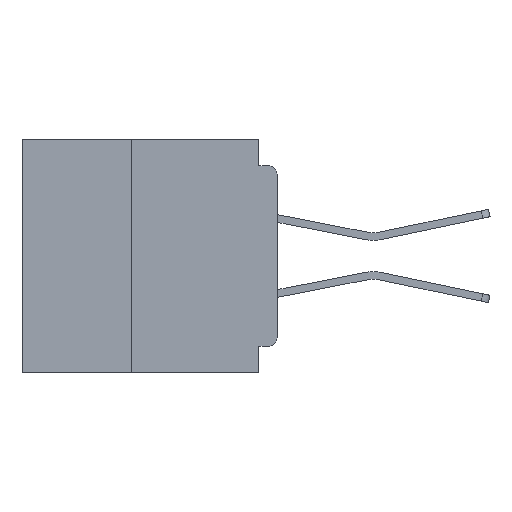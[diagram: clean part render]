
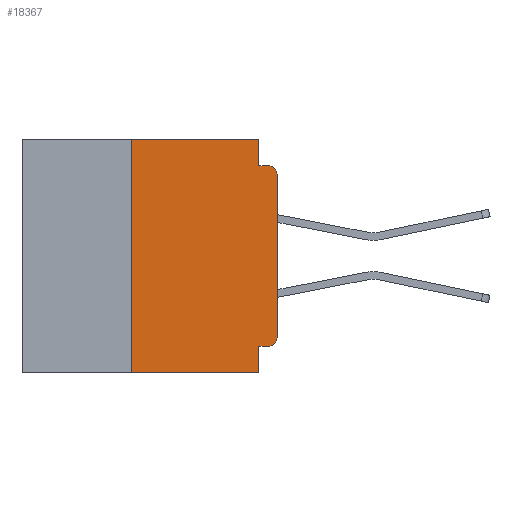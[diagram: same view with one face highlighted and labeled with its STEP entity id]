
A CAD part, left-side view. The second image highlights one B-rep face of the part: STEP entity #18367.
In plain terms, the highlighted planar face has unit normal (-1, 0, 0).
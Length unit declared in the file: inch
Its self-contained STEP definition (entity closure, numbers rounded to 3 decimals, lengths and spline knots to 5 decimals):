
#1680 = CARTESIAN_POINT ( 'NONE',  ( 0., 0.015, -0.34 ) ) ;
#1784 = ORIENTED_EDGE ( 'NONE', *, *, #23970, .T. ) ;
#2272 = DIRECTION ( 'NONE',  ( 0., -1., 0. ) ) ;
#2288 = CARTESIAN_POINT ( 'NONE',  ( 0., 0.25, 0. ) ) ;
#2492 = EDGE_CURVE ( 'NONE', #27673, #6979, #26140, .T. ) ;
#2923 = DIRECTION ( 'NONE',  ( 0., 0., -1. ) ) ;
#4230 = ORIENTED_EDGE ( 'NONE', *, *, #10912, .F. ) ;
#4269 = ORIENTED_EDGE ( 'NONE', *, *, #30393, .F. ) ;
#4823 = VECTOR ( 'NONE', #2923, 39.37008 ) ;
#5439 = LINE ( 'NONE', #22351, #25560 ) ;
#5520 = DIRECTION ( 'NONE',  ( 0., 0., -1. ) ) ;
#5848 = CARTESIAN_POINT ( 'NONE',  ( 0., 0.031, -0.045 ) ) ;
#6979 = VERTEX_POINT ( 'NONE', #16022 ) ;
#8356 = CARTESIAN_POINT ( 'NONE',  ( 0., 0., -0.06 ) ) ;
#8895 = AXIS2_PLACEMENT_3D ( 'NONE', #26034, #18562, #44910 ) ;
#10111 = CARTESIAN_POINT ( 'NONE',  ( 0., 0.015, -0.355 ) ) ;
#10120 = ORIENTED_EDGE ( 'NONE', *, *, #10266, .T. ) ;
#10222 = CARTESIAN_POINT ( 'NONE',  ( 0., 0.015, -0.045 ) ) ;
#10266 = EDGE_CURVE ( 'NONE', #47131, #12514, #15901, .T. ) ;
#10912 = EDGE_CURVE ( 'NONE', #47380, #12514, #47700, .T. ) ;
#12057 = CARTESIAN_POINT ( 'NONE',  ( 0., 0.015, -0.06 ) ) ;
#12485 = DIRECTION ( 'NONE',  ( 0., -1., 0. ) ) ;
#12514 = VERTEX_POINT ( 'NONE', #10222 ) ;
#13726 = EDGE_CURVE ( 'NONE', #19303, #21444, #35138, .T. ) ;
#14077 = VECTOR ( 'NONE', #36799, 39.37008 ) ;
#14755 = PLANE ( 'NONE',  #8895 ) ;
#15583 = VECTOR ( 'NONE', #2272, 39.37008 ) ;
#15850 = DIRECTION ( 'NONE',  ( 0., 0., -1. ) ) ;
#15901 = CIRCLE ( 'NONE', #42118, 0.015 ) ;
#16022 = CARTESIAN_POINT ( 'NONE',  ( 0., 0.031, -0.4 ) ) ;
#16420 = VECTOR ( 'NONE', #30872, 39.37008 ) ;
#18367 = ADVANCED_FACE ( 'NONE', ( #27030 ), #14755, .F. ) ;
#18562 = DIRECTION ( 'NONE',  ( 1., 0., 0. ) ) ;
#19303 = VERTEX_POINT ( 'NONE', #10111 ) ;
#20102 = CARTESIAN_POINT ( 'NONE',  ( 0., 0.437, -0.4 ) ) ;
#20255 = EDGE_CURVE ( 'NONE', #24124, #6979, #23264, .T. ) ;
#20711 = EDGE_LOOP ( 'NONE', ( #1784, #10120, #4230, #46146, #33244, #4269, #42680, #33914, #45054, #47438 ) ) ;
#21444 = VERTEX_POINT ( 'NONE', #42256 ) ;
#21781 = VECTOR ( 'NONE', #27548, 39.37008 ) ;
#22351 = CARTESIAN_POINT ( 'NONE',  ( 0., 0.031, 0. ) ) ;
#23264 = LINE ( 'NONE', #20102, #32135 ) ;
#23970 = EDGE_CURVE ( 'NONE', #21444, #47131, #33001, .T. ) ;
#24124 = VERTEX_POINT ( 'NONE', #30197 ) ;
#24273 = CARTESIAN_POINT ( 'NONE',  ( 0., 0.031, -0.355 ) ) ;
#25502 = EDGE_CURVE ( 'NONE', #19303, #27673, #30666, .T. ) ;
#25560 = VECTOR ( 'NONE', #33767, 39.37008 ) ;
#25820 = AXIS2_PLACEMENT_3D ( 'NONE', #1680, #28157, #5520 ) ;
#26034 = CARTESIAN_POINT ( 'NONE',  ( 0., 0.437, 0. ) ) ;
#26140 = LINE ( 'NONE', #48125, #4823 ) ;
#27030 = FACE_OUTER_BOUND ( 'NONE', #20711, .T. ) ;
#27073 = CARTESIAN_POINT ( 'NONE',  ( 0., 0., -0.045 ) ) ;
#27548 = DIRECTION ( 'NONE',  ( 0., 1., 0. ) ) ;
#27673 = VERTEX_POINT ( 'NONE', #24273 ) ;
#28157 = DIRECTION ( 'NONE',  ( -1., 0., 0. ) ) ;
#28965 = EDGE_CURVE ( 'NONE', #32476, #39511, #45666, .T. ) ;
#30197 = CARTESIAN_POINT ( 'NONE',  ( 0., 0.25, -0.4 ) ) ;
#30393 = EDGE_CURVE ( 'NONE', #24124, #32476, #39645, .T. ) ;
#30666 = LINE ( 'NONE', #42513, #21781 ) ;
#30872 = DIRECTION ( 'NONE',  ( 0., -1., 0. ) ) ;
#31448 = CARTESIAN_POINT ( 'NONE',  ( 0., 0.031, 0. ) ) ;
#32135 = VECTOR ( 'NONE', #12485, 39.37008 ) ;
#32476 = VERTEX_POINT ( 'NONE', #2288 ) ;
#33001 = LINE ( 'NONE', #33176, #14077 ) ;
#33176 = CARTESIAN_POINT ( 'NONE',  ( 0., 0., 0. ) ) ;
#33244 = ORIENTED_EDGE ( 'NONE', *, *, #28965, .F. ) ;
#33767 = DIRECTION ( 'NONE',  ( 0., 0., -1. ) ) ;
#33914 = ORIENTED_EDGE ( 'NONE', *, *, #2492, .F. ) ;
#35138 = CIRCLE ( 'NONE', #25820, 0.015 ) ;
#36799 = DIRECTION ( 'NONE',  ( 0., 0., 1. ) ) ;
#37978 = EDGE_CURVE ( 'NONE', #39511, #47380, #5439, .T. ) ;
#38480 = VECTOR ( 'NONE', #38653, 39.37008 ) ;
#38487 = DIRECTION ( 'NONE',  ( -1., 0., 0. ) ) ;
#38653 = DIRECTION ( 'NONE',  ( 0., 0., 1. ) ) ;
#39511 = VERTEX_POINT ( 'NONE', #31448 ) ;
#39645 = LINE ( 'NONE', #42439, #38480 ) ;
#42118 = AXIS2_PLACEMENT_3D ( 'NONE', #12057, #38487, #15850 ) ;
#42256 = CARTESIAN_POINT ( 'NONE',  ( 0., 0., -0.34 ) ) ;
#42439 = CARTESIAN_POINT ( 'NONE',  ( 0., 0.25, -0.4 ) ) ;
#42513 = CARTESIAN_POINT ( 'NONE',  ( 0., 0., -0.355 ) ) ;
#42680 = ORIENTED_EDGE ( 'NONE', *, *, #20255, .T. ) ;
#44910 = DIRECTION ( 'NONE',  ( 0., 0., -1. ) ) ;
#45054 = ORIENTED_EDGE ( 'NONE', *, *, #25502, .F. ) ;
#45666 = LINE ( 'NONE', #47499, #15583 ) ;
#46146 = ORIENTED_EDGE ( 'NONE', *, *, #37978, .F. ) ;
#47131 = VERTEX_POINT ( 'NONE', #8356 ) ;
#47380 = VERTEX_POINT ( 'NONE', #5848 ) ;
#47438 = ORIENTED_EDGE ( 'NONE', *, *, #13726, .T. ) ;
#47499 = CARTESIAN_POINT ( 'NONE',  ( 0., 0.437, 0. ) ) ;
#47700 = LINE ( 'NONE', #27073, #16420 ) ;
#48125 = CARTESIAN_POINT ( 'NONE',  ( 0., 0.031, -0.4 ) ) ;
